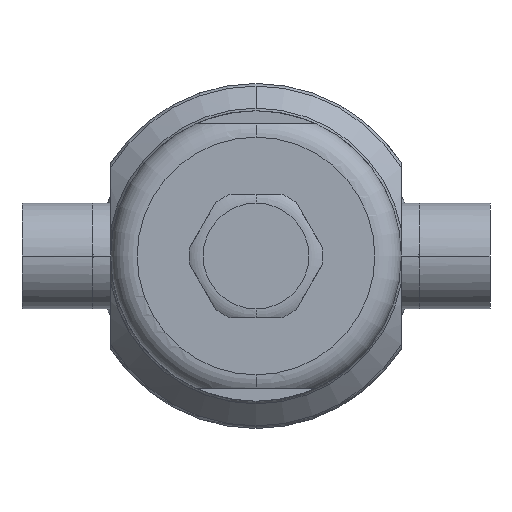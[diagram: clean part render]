
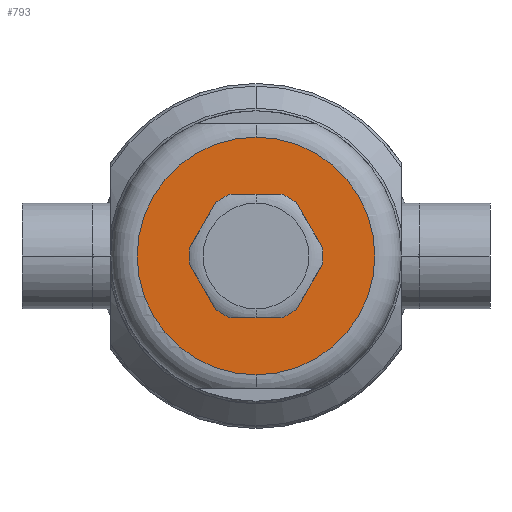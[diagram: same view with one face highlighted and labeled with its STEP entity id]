
A CAD part, front view. The second image highlights one B-rep face of the part: STEP entity #793.
In plain terms, the highlighted planar face has unit normal (0, -1, 0).
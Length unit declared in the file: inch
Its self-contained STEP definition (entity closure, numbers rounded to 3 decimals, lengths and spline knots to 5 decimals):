
#31 = CARTESIAN_POINT ( 'NONE',  ( 0., -2.25158, 0. ) ) ;
#36 = VERTEX_POINT ( 'NONE', #2883 ) ;
#68 = DIRECTION ( 'NONE',  ( 0., -1., 0. ) ) ;
#87 = EDGE_CURVE ( 'NONE', #1212, #1812, #2557, .T. ) ;
#160 = ORIENTED_EDGE ( 'NONE', *, *, #890, .F. ) ;
#317 = CIRCLE ( 'NONE', #2040, 0.475 ) ;
#318 = DIRECTION ( 'NONE',  ( 0., -1., 0. ) ) ;
#364 = CARTESIAN_POINT ( 'NONE',  ( 0.47138, -2.25158, -0.05855 ) ) ;
#408 = AXIS2_PLACEMENT_3D ( 'NONE', #3330, #582, #3654 ) ;
#435 = CIRCLE ( 'NONE', #474, 0.475 ) ;
#474 = AXIS2_PLACEMENT_3D ( 'NONE', #31, #68, #1803 ) ;
#521 = VECTOR ( 'NONE', #2271, 39.37008 ) ;
#574 = LINE ( 'NONE', #2936, #521 ) ;
#582 = DIRECTION ( 'NONE',  ( 0., -1., 0. ) ) ;
#620 = ORIENTED_EDGE ( 'NONE', *, *, #1523, .F. ) ;
#630 = EDGE_CURVE ( 'NONE', #4019, #4152, #3767, .T. ) ;
#661 = EDGE_LOOP ( 'NONE', ( #1357, #1115 ) ) ;
#665 = AXIS2_PLACEMENT_3D ( 'NONE', #853, #2956, #3235 ) ;
#685 = CARTESIAN_POINT ( 'NONE',  ( 0.35, -2.25158, 0. ) ) ;
#736 = CIRCLE ( 'NONE', #408, 0.84375 ) ;
#778 = EDGE_CURVE ( 'NONE', #1812, #1269, #317, .T. ) ;
#793 = ADVANCED_FACE ( 'NONE', ( #1001, #2902 ), #1080, .T. ) ;
#832 = VECTOR ( 'NONE', #2232, 39.37008 ) ;
#853 = CARTESIAN_POINT ( 'NONE',  ( 0., -2.25158, 0. ) ) ;
#856 = CARTESIAN_POINT ( 'NONE',  ( 0., -2.25158, 0. ) ) ;
#890 = EDGE_CURVE ( 'NONE', #1988, #4019, #1814, .T. ) ;
#940 = VERTEX_POINT ( 'NONE', #3528 ) ;
#1001 = FACE_OUTER_BOUND ( 'NONE', #661, .T. ) ;
#1010 = CARTESIAN_POINT ( 'NONE',  ( 0., -2.25158, 0. ) ) ;
#1024 = DIRECTION ( 'NONE',  ( 0., -1., 0. ) ) ;
#1080 = PLANE ( 'NONE',  #1251 ) ;
#1115 = ORIENTED_EDGE ( 'NONE', *, *, #2171, .T. ) ;
#1124 = DIRECTION ( 'NONE',  ( 0., 0., -1. ) ) ;
#1140 = EDGE_CURVE ( 'NONE', #2853, #2725, #4350, .T. ) ;
#1212 = VERTEX_POINT ( 'NONE', #2894 ) ;
#1222 = VECTOR ( 'NONE', #2719, 39.37008 ) ;
#1226 = ORIENTED_EDGE ( 'NONE', *, *, #1466, .F. ) ;
#1249 = VERTEX_POINT ( 'NONE', #3923 ) ;
#1251 = AXIS2_PLACEMENT_3D ( 'NONE', #685, #2416, #2773 ) ;
#1269 = VERTEX_POINT ( 'NONE', #1520 ) ;
#1319 = VECTOR ( 'NONE', #3373, 39.37008 ) ;
#1335 = AXIS2_PLACEMENT_3D ( 'NONE', #856, #1560, #3662 ) ;
#1357 = ORIENTED_EDGE ( 'NONE', *, *, #1424, .T. ) ;
#1400 = EDGE_CURVE ( 'NONE', #36, #1249, #574, .T. ) ;
#1424 = EDGE_CURVE ( 'NONE', #3115, #940, #736, .T. ) ;
#1466 = EDGE_CURVE ( 'NONE', #1249, #3870, #2794, .T. ) ;
#1489 = CARTESIAN_POINT ( 'NONE',  ( 0.28639, -2.25158, 0.37895 ) ) ;
#1520 = CARTESIAN_POINT ( 'NONE',  ( -0.18498, -2.25158, -0.4375 ) ) ;
#1523 = EDGE_CURVE ( 'NONE', #3870, #3030, #1761, .T. ) ;
#1525 = ORIENTED_EDGE ( 'NONE', *, *, #3214, .F. ) ;
#1533 = EDGE_LOOP ( 'NONE', ( #2304, #2736, #3685, #620, #1226, #4204, #4299, #4306, #160, #2117, #3442, #1525 ) ) ;
#1542 = AXIS2_PLACEMENT_3D ( 'NONE', #3374, #3407, #1964 ) ;
#1560 = DIRECTION ( 'NONE',  ( 0., -1., 0. ) ) ;
#1682 = DIRECTION ( 'NONE',  ( 0., 0., -1. ) ) ;
#1761 = LINE ( 'NONE', #3748, #4406 ) ;
#1803 = DIRECTION ( 'NONE',  ( 0., 0., -1. ) ) ;
#1812 = VERTEX_POINT ( 'NONE', #2313 ) ;
#1814 = CIRCLE ( 'NONE', #3265, 0.475 ) ;
#1833 = CARTESIAN_POINT ( 'NONE',  ( 0.25259, -2.25158, -0.4375 ) ) ;
#1964 = DIRECTION ( 'NONE',  ( 0., 0., -1. ) ) ;
#1988 = VERTEX_POINT ( 'NONE', #364 ) ;
#2040 = AXIS2_PLACEMENT_3D ( 'NONE', #2097, #1024, #2446 ) ;
#2047 = VECTOR ( 'NONE', #3222, 39.37008 ) ;
#2097 = CARTESIAN_POINT ( 'NONE',  ( 0., -2.25158, 0. ) ) ;
#2117 = ORIENTED_EDGE ( 'NONE', *, *, #3473, .F. ) ;
#2128 = CARTESIAN_POINT ( 'NONE',  ( 0., -2.25158, -0.84375 ) ) ;
#2156 = DIRECTION ( 'NONE',  ( 0., -1., 0. ) ) ;
#2171 = EDGE_CURVE ( 'NONE', #940, #3115, #3216, .T. ) ;
#2232 = DIRECTION ( 'NONE',  ( 0.5, 0., -0.866 ) ) ;
#2271 = DIRECTION ( 'NONE',  ( -1., 0., 0. ) ) ;
#2304 = ORIENTED_EDGE ( 'NONE', *, *, #778, .F. ) ;
#2313 = CARTESIAN_POINT ( 'NONE',  ( -0.28639, -2.25158, -0.37895 ) ) ;
#2361 = CARTESIAN_POINT ( 'NONE',  ( 0.18498, -2.25158, -0.4375 ) ) ;
#2376 = DIRECTION ( 'NONE',  ( -0.5, 0., -0.866 ) ) ;
#2389 = CARTESIAN_POINT ( 'NONE',  ( 0.50518, -2.25158, 0. ) ) ;
#2416 = DIRECTION ( 'NONE',  ( 0., -1., 0. ) ) ;
#2446 = DIRECTION ( 'NONE',  ( 0., 0., -1. ) ) ;
#2485 = LINE ( 'NONE', #1833, #2047 ) ;
#2557 = LINE ( 'NONE', #3249, #832 ) ;
#2611 = AXIS2_PLACEMENT_3D ( 'NONE', #1010, #318, #1682 ) ;
#2706 = LINE ( 'NONE', #2389, #1222 ) ;
#2719 = DIRECTION ( 'NONE',  ( 0.5, 0., 0.866 ) ) ;
#2725 = VERTEX_POINT ( 'NONE', #3229 ) ;
#2736 = ORIENTED_EDGE ( 'NONE', *, *, #87, .F. ) ;
#2773 = DIRECTION ( 'NONE',  ( 0., 0., -1. ) ) ;
#2794 = CIRCLE ( 'NONE', #1542, 0.475 ) ;
#2853 = VERTEX_POINT ( 'NONE', #2361 ) ;
#2883 = CARTESIAN_POINT ( 'NONE',  ( 0.18498, -2.25158, 0.4375 ) ) ;
#2894 = CARTESIAN_POINT ( 'NONE',  ( -0.47138, -2.25158, -0.05855 ) ) ;
#2902 = FACE_BOUND ( 'NONE', #1533, .T. ) ;
#2936 = CARTESIAN_POINT ( 'NONE',  ( -0.25259, -2.25158, 0.4375 ) ) ;
#2956 = DIRECTION ( 'NONE',  ( 0., -1., 0. ) ) ;
#3030 = VERTEX_POINT ( 'NONE', #3113 ) ;
#3113 = CARTESIAN_POINT ( 'NONE',  ( -0.47138, -2.25158, 0.05855 ) ) ;
#3115 = VERTEX_POINT ( 'NONE', #2128 ) ;
#3168 = CARTESIAN_POINT ( 'NONE',  ( 0., -2.25158, 0. ) ) ;
#3214 = EDGE_CURVE ( 'NONE', #1269, #2853, #2485, .T. ) ;
#3216 = CIRCLE ( 'NONE', #665, 0.84375 ) ;
#3222 = DIRECTION ( 'NONE',  ( 1., 0., 0. ) ) ;
#3229 = CARTESIAN_POINT ( 'NONE',  ( 0.28639, -2.25158, -0.37895 ) ) ;
#3235 = DIRECTION ( 'NONE',  ( 0., 0., -1. ) ) ;
#3249 = CARTESIAN_POINT ( 'NONE',  ( -0.25259, -2.25158, -0.4375 ) ) ;
#3265 = AXIS2_PLACEMENT_3D ( 'NONE', #3168, #2156, #1124 ) ;
#3330 = CARTESIAN_POINT ( 'NONE',  ( 0., -2.25158, 0. ) ) ;
#3373 = DIRECTION ( 'NONE',  ( -0.5, 0., 0.866 ) ) ;
#3374 = CARTESIAN_POINT ( 'NONE',  ( 0., -2.25158, 0. ) ) ;
#3407 = DIRECTION ( 'NONE',  ( 0., -1., 0. ) ) ;
#3442 = ORIENTED_EDGE ( 'NONE', *, *, #1140, .F. ) ;
#3473 = EDGE_CURVE ( 'NONE', #2725, #1988, #2706, .T. ) ;
#3513 = EDGE_CURVE ( 'NONE', #3030, #1212, #435, .T. ) ;
#3528 = CARTESIAN_POINT ( 'NONE',  ( 0., -2.25158, 0.84375 ) ) ;
#3562 = CIRCLE ( 'NONE', #2611, 0.475 ) ;
#3654 = DIRECTION ( 'NONE',  ( 0., 0., -1. ) ) ;
#3662 = DIRECTION ( 'NONE',  ( 0., 0., -1. ) ) ;
#3685 = ORIENTED_EDGE ( 'NONE', *, *, #3513, .F. ) ;
#3748 = CARTESIAN_POINT ( 'NONE',  ( -0.50518, -2.25158, 0. ) ) ;
#3767 = LINE ( 'NONE', #4477, #1319 ) ;
#3870 = VERTEX_POINT ( 'NONE', #4170 ) ;
#3923 = CARTESIAN_POINT ( 'NONE',  ( -0.18498, -2.25158, 0.4375 ) ) ;
#4019 = VERTEX_POINT ( 'NONE', #4232 ) ;
#4152 = VERTEX_POINT ( 'NONE', #1489 ) ;
#4170 = CARTESIAN_POINT ( 'NONE',  ( -0.28639, -2.25158, 0.37895 ) ) ;
#4204 = ORIENTED_EDGE ( 'NONE', *, *, #1400, .F. ) ;
#4232 = CARTESIAN_POINT ( 'NONE',  ( 0.47138, -2.25158, 0.05855 ) ) ;
#4299 = ORIENTED_EDGE ( 'NONE', *, *, #4358, .F. ) ;
#4306 = ORIENTED_EDGE ( 'NONE', *, *, #630, .F. ) ;
#4350 = CIRCLE ( 'NONE', #1335, 0.475 ) ;
#4358 = EDGE_CURVE ( 'NONE', #4152, #36, #3562, .T. ) ;
#4406 = VECTOR ( 'NONE', #2376, 39.37008 ) ;
#4477 = CARTESIAN_POINT ( 'NONE',  ( 0.25259, -2.25158, 0.4375 ) ) ;
